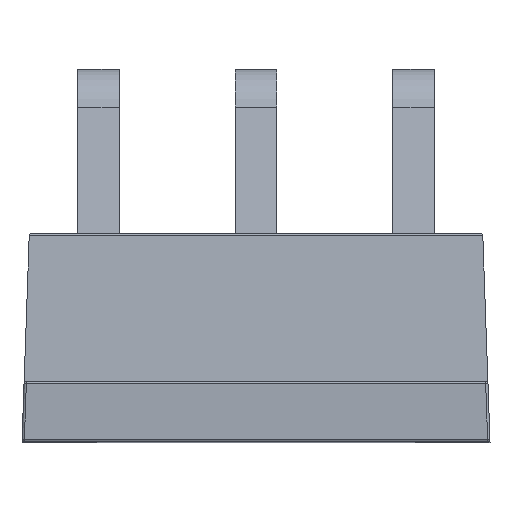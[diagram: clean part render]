
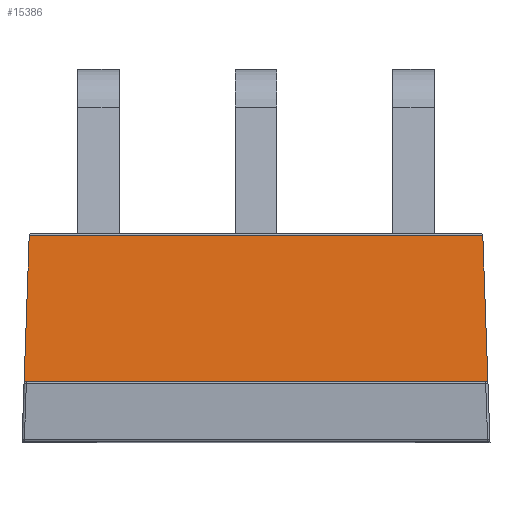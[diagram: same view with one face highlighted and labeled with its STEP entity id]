
A CAD part, top view. The second image highlights one B-rep face of the part: STEP entity #15386.
In plain terms, the highlighted planar face has unit normal (0, 0.087, 0.996).
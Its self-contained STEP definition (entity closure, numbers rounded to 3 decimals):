
#24 = CARTESIAN_POINT ( 'NONE',  ( -4.895, 1.753, 11.31 ) ) ;
#657 = VECTOR ( 'NONE', #5340, 1000. ) ;
#1011 = ORIENTED_EDGE ( 'NONE', *, *, #10080, .F. ) ;
#1057 = CARTESIAN_POINT ( 'NONE',  ( 3.45, -1.443, 11.59 ) ) ;
#1315 = DIRECTION ( 'NONE',  ( 0., -0.996, 0.087 ) ) ;
#1348 = VERTEX_POINT ( 'NONE', #14709 ) ;
#1582 = CARTESIAN_POINT ( 'NONE',  ( 3.45, -1.4, 11.586 ) ) ;
#1678 = ORIENTED_EDGE ( 'NONE', *, *, #15775, .T. ) ;
#1717 = CARTESIAN_POINT ( 'NONE',  ( -4.894, 1.754, 11.31 ) ) ;
#1789 = LINE ( 'NONE', #12828, #14025 ) ;
#1829 = EDGE_CURVE ( 'NONE', #2304, #1348, #5385, .T. ) ;
#1836 = CARTESIAN_POINT ( 'NONE',  ( 3.45, -2.7, 11.7 ) ) ;
#2304 = VERTEX_POINT ( 'NONE', #8465 ) ;
#2336 = VECTOR ( 'NONE', #4260, 1000. ) ;
#2354 = VERTEX_POINT ( 'NONE', #16675 ) ;
#2400 = ORIENTED_EDGE ( 'NONE', *, *, #11992, .T. ) ;
#2687 = CARTESIAN_POINT ( 'NONE',  ( -3.45, -2.7, 11.7 ) ) ;
#2832 = VERTEX_POINT ( 'NONE', #1057 ) ;
#2922 = CARTESIAN_POINT ( 'NONE',  ( 4.895, 1.753, 11.31 ) ) ;
#3257 = PLANE ( 'NONE',  #15756 ) ;
#3296 = VECTOR ( 'NONE', #4903, 1000. ) ;
#3429 = CARTESIAN_POINT ( 'NONE',  ( -4.895, 1.752, 11.311 ) ) ;
#3563 = ORIENTED_EDGE ( 'NONE', *, *, #8330, .F. ) ;
#3677 = DIRECTION ( 'NONE',  ( 0., -0.996, 0.087 ) ) ;
#3810 = LINE ( 'NONE', #13315, #657 ) ;
#4014 = VERTEX_POINT ( 'NONE', #1582 ) ;
#4235 = ORIENTED_EDGE ( 'NONE', *, *, #9314, .T. ) ;
#4260 = DIRECTION ( 'NONE',  ( -0.035, 0.996, -0.087 ) ) ;
#4271 = LINE ( 'NONE', #12353, #15197 ) ;
#4313 = ORIENTED_EDGE ( 'NONE', *, *, #6694, .T. ) ;
#4456 = CARTESIAN_POINT ( 'NONE',  ( -4.895, 1.752, 11.311 ) ) ;
#4523 = VERTEX_POINT ( 'NONE', #4546 ) ;
#4546 = CARTESIAN_POINT ( 'NONE',  ( 4.895, 1.752, 11.311 ) ) ;
#4709 = ORIENTED_EDGE ( 'NONE', *, *, #12629, .T. ) ;
#4903 = DIRECTION ( 'NONE',  ( 0., 0.996, -0.087 ) ) ;
#5126 = DIRECTION ( 'NONE',  ( 1., 0., 0. ) ) ;
#5340 = DIRECTION ( 'NONE',  ( -1., 0., 0. ) ) ;
#5385 = LINE ( 'NONE', #2687, #15426 ) ;
#5639 = EDGE_LOOP ( 'NONE', ( #4235, #4709, #1678, #8142, #5791, #4313, #1011, #3563, #2400, #14853 ) ) ;
#5791 = ORIENTED_EDGE ( 'NONE', *, *, #1829, .F. ) ;
#5865 = DIRECTION ( 'NONE',  ( -1., 0., 0. ) ) ;
#6251 = VECTOR ( 'NONE', #5126, 1000. ) ;
#6694 = EDGE_CURVE ( 'NONE', #2304, #4014, #8148, .T. ) ;
#6843 = CARTESIAN_POINT ( 'NONE',  ( -5.05, -1.443, 11.59 ) ) ;
#6895 = VERTEX_POINT ( 'NONE', #15969 ) ;
#7812 = CARTESIAN_POINT ( 'NONE',  ( -5.05, -2.7, 11.7 ) ) ;
#8142 = ORIENTED_EDGE ( 'NONE', *, *, #12313, .F. ) ;
#8148 = LINE ( 'NONE', #10639, #6251 ) ;
#8330 = EDGE_CURVE ( 'NONE', #17392, #2832, #12497, .T. ) ;
#8465 = CARTESIAN_POINT ( 'NONE',  ( -3.45, -1.4, 11.586 ) ) ;
#9165 = VECTOR ( 'NONE', #13676, 1000. ) ;
#9237 = DIRECTION ( 'NONE',  ( 0., 0.087, 0.996 ) ) ;
#9314 = EDGE_CURVE ( 'NONE', #16044, #6895, #3810, .T. ) ;
#10080 = EDGE_CURVE ( 'NONE', #2832, #4014, #11556, .T. ) ;
#10639 = CARTESIAN_POINT ( 'NONE',  ( -5.05, -1.4, 11.586 ) ) ;
#10760 = CARTESIAN_POINT ( 'NONE',  ( 4.895, 1.752, 11.311 ) ) ;
#10856 =( BOUNDED_CURVE ( )  B_SPLINE_CURVE ( 3, ( #1717, #16661, #24, #4456 ),
 .UNSPECIFIED., .F., .F. ) 
 B_SPLINE_CURVE_WITH_KNOTS ( ( 4, 4 ),
 ( 4.625, 4.677 ),
 .UNSPECIFIED. ) 
 CURVE ( )  GEOMETRIC_REPRESENTATION_ITEM ( )  RATIONAL_B_SPLINE_CURVE ( ( 1., 1., 1., 1. ) ) 
 REPRESENTATION_ITEM ( '' )  );
#11427 = CARTESIAN_POINT ( 'NONE',  ( 5.006, -1.443, 11.59 ) ) ;
#11556 = LINE ( 'NONE', #1836, #3296 ) ;
#11992 = EDGE_CURVE ( 'NONE', #17392, #4523, #13877, .T. ) ;
#12249 = CARTESIAN_POINT ( 'NONE',  ( 5.05, -2.7, 11.7 ) ) ;
#12313 = EDGE_CURVE ( 'NONE', #1348, #2354, #1789, .T. ) ;
#12330 = CARTESIAN_POINT ( 'NONE',  ( 4.894, 1.754, 11.31 ) ) ;
#12353 = CARTESIAN_POINT ( 'NONE',  ( -5.05, -2.7, 11.7 ) ) ;
#12497 = LINE ( 'NONE', #6843, #9165 ) ;
#12629 = EDGE_CURVE ( 'NONE', #6895, #16141, #10856, .T. ) ;
#12828 = CARTESIAN_POINT ( 'NONE',  ( -5.05, -1.443, 11.59 ) ) ;
#13315 = CARTESIAN_POINT ( 'NONE',  ( -4.893, 1.754, 11.31 ) ) ;
#13676 = DIRECTION ( 'NONE',  ( -1., 0., 0. ) ) ;
#13877 = LINE ( 'NONE', #12249, #2336 ) ;
#14025 = VECTOR ( 'NONE', #5865, 1000. ) ;
#14709 = CARTESIAN_POINT ( 'NONE',  ( -3.45, -1.443, 11.59 ) ) ;
#14850 = EDGE_CURVE ( 'NONE', #4523, #16044, #15169, .T. ) ;
#14853 = ORIENTED_EDGE ( 'NONE', *, *, #14850, .T. ) ;
#15116 = CARTESIAN_POINT ( 'NONE',  ( 4.894, 1.754, 11.31 ) ) ;
#15169 =( BOUNDED_CURVE ( )  B_SPLINE_CURVE ( 3, ( #10760, #2922, #16670, #15116 ),
 .UNSPECIFIED., .F., .F. ) 
 B_SPLINE_CURVE_WITH_KNOTS ( ( 4, 4 ),
 ( 1.606, 1.658 ),
 .UNSPECIFIED. ) 
 CURVE ( )  GEOMETRIC_REPRESENTATION_ITEM ( )  RATIONAL_B_SPLINE_CURVE ( ( 1., 1., 1., 1. ) ) 
 REPRESENTATION_ITEM ( '' )  );
#15197 = VECTOR ( 'NONE', #16576, 1000. ) ;
#15386 = ADVANCED_FACE ( 'NONE', ( #15453 ), #3257, .T. ) ;
#15426 = VECTOR ( 'NONE', #1315, 1000. ) ;
#15453 = FACE_OUTER_BOUND ( 'NONE', #5639, .T. ) ;
#15756 = AXIS2_PLACEMENT_3D ( 'NONE', #7812, #9237, #3677 ) ;
#15775 = EDGE_CURVE ( 'NONE', #16141, #2354, #4271, .T. ) ;
#15969 = CARTESIAN_POINT ( 'NONE',  ( -4.894, 1.754, 11.31 ) ) ;
#16044 = VERTEX_POINT ( 'NONE', #12330 ) ;
#16141 = VERTEX_POINT ( 'NONE', #3429 ) ;
#16576 = DIRECTION ( 'NONE',  ( -0.035, -0.996, 0.087 ) ) ;
#16661 = CARTESIAN_POINT ( 'NONE',  ( -4.894, 1.753, 11.31 ) ) ;
#16670 = CARTESIAN_POINT ( 'NONE',  ( 4.894, 1.753, 11.31 ) ) ;
#16675 = CARTESIAN_POINT ( 'NONE',  ( -5.006, -1.443, 11.59 ) ) ;
#17392 = VERTEX_POINT ( 'NONE', #11427 ) ;
